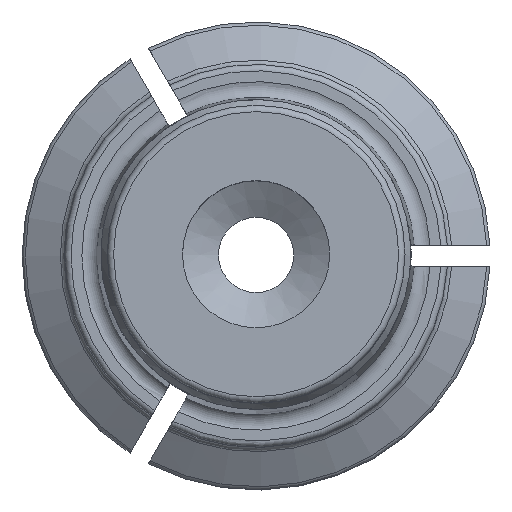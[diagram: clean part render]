
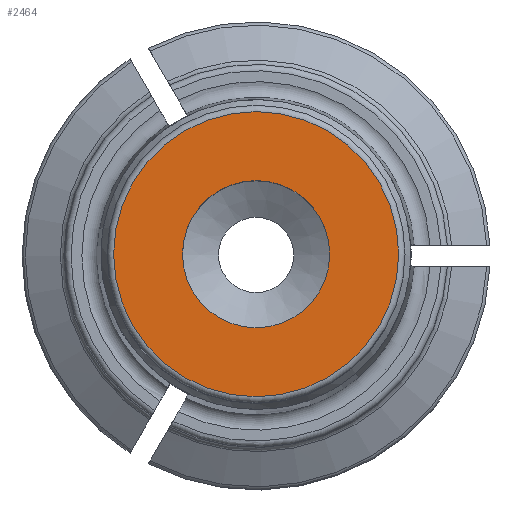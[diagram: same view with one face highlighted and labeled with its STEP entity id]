
A CAD part, top view. The second image highlights one B-rep face of the part: STEP entity #2464.
In plain terms, the highlighted planar face has unit normal (0, 0, 1).
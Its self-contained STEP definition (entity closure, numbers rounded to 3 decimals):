
#24=PLANE('',#2601);
#431=ORIENTED_EDGE('',*,*,#926,.T.);
#432=ORIENTED_EDGE('',*,*,#948,.T.);
#926=EDGE_CURVE('',#1185,#1185,#1334,.T.);
#948=EDGE_CURVE('',#1202,#1202,#1344,.T.);
#1185=VERTEX_POINT('',#3506);
#1202=VERTEX_POINT('',#3573);
#1334=CIRCLE('',#2584,6.7);
#1344=CIRCLE('',#2602,3.459);
#1451=EDGE_LOOP('',(#431));
#1452=EDGE_LOOP('',(#432));
#1578=FACE_BOUND('',#1451,.T.);
#1579=FACE_BOUND('',#1452,.T.);
#2464=ADVANCED_FACE('',(#1578,#1579),#24,.T.);
#2584=AXIS2_PLACEMENT_3D('',#3505,#2852,#2853);
#2601=AXIS2_PLACEMENT_3D('',#3571,#2892,#2893);
#2602=AXIS2_PLACEMENT_3D('',#3572,#2894,#2895);
#2852=DIRECTION('',(0.,0.,1.));
#2853=DIRECTION('',(1.,0.,0.));
#2892=DIRECTION('',(0.,0.,1.));
#2893=DIRECTION('',(1.,0.,0.));
#2894=DIRECTION('',(0.,0.,-1.));
#2895=DIRECTION('',(0.,-1.,0.));
#3505=CARTESIAN_POINT('',(0.,0.,50.5));
#3506=CARTESIAN_POINT('',(6.7,0.,50.5));
#3571=CARTESIAN_POINT('',(0.,0.,50.5));
#3572=CARTESIAN_POINT('',(0.,0.,50.5));
#3573=CARTESIAN_POINT('',(0.,-3.459,50.5));
